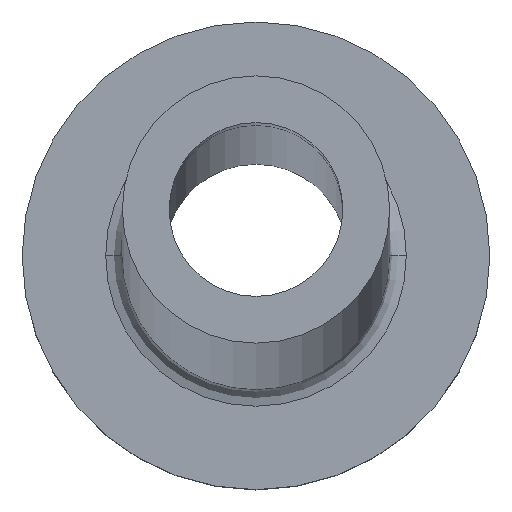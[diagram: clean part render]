
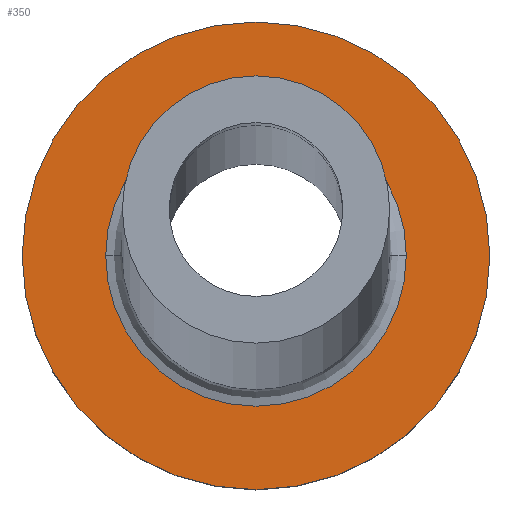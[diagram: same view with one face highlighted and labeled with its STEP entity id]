
A CAD part, top view. The second image highlights one B-rep face of the part: STEP entity #350.
In plain terms, the highlighted planar face has unit normal (0, 0, 1).
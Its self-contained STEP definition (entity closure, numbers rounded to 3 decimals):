
#9 = EDGE_CURVE ( 'NONE', #346, #223, #281, .T. ) ;
#23 = DIRECTION ( 'NONE',  ( 0., 0., 1. ) ) ;
#34 = DIRECTION ( 'NONE',  ( 1., 0., 0. ) ) ;
#41 = ORIENTED_EDGE ( 'NONE', *, *, #261, .T. ) ;
#54 = DIRECTION ( 'NONE',  ( 0., 0., -1. ) ) ;
#79 = AXIS2_PLACEMENT_3D ( 'NONE', #322, #348, #451 ) ;
#87 = CIRCLE ( 'NONE', #225, 4.5 ) ;
#88 = CIRCLE ( 'NONE', #394, 4.5 ) ;
#93 = DIRECTION ( 'NONE',  ( 1., 0., 0. ) ) ;
#94 = DIRECTION ( 'NONE',  ( 0., 0., 1. ) ) ;
#99 = FACE_OUTER_BOUND ( 'NONE', #172, .T. ) ;
#144 = EDGE_CURVE ( 'NONE', #147, #431, #87, .T. ) ;
#147 = VERTEX_POINT ( 'NONE', #229 ) ;
#164 = ORIENTED_EDGE ( 'NONE', *, *, #270, .T. ) ;
#172 = EDGE_LOOP ( 'NONE', ( #164, #177 ) ) ;
#177 = ORIENTED_EDGE ( 'NONE', *, *, #9, .T. ) ;
#181 = CARTESIAN_POINT ( 'NONE',  ( 0., 0., 5. ) ) ;
#183 = DIRECTION ( 'NONE',  ( 1., 0., 0. ) ) ;
#206 = CIRCLE ( 'NONE', #408, 7. ) ;
#208 = AXIS2_PLACEMENT_3D ( 'NONE', #398, #94, #357 ) ;
#223 = VERTEX_POINT ( 'NONE', #262 ) ;
#225 = AXIS2_PLACEMENT_3D ( 'NONE', #441, #54, #93 ) ;
#229 = CARTESIAN_POINT ( 'NONE',  ( -4.5, 0., 5. ) ) ;
#231 = CARTESIAN_POINT ( 'NONE',  ( 4.5, 0., 5. ) ) ;
#244 = DIRECTION ( 'NONE',  ( 0., 0., -1. ) ) ;
#250 = ORIENTED_EDGE ( 'NONE', *, *, #144, .T. ) ;
#261 = EDGE_CURVE ( 'NONE', #431, #147, #88, .T. ) ;
#262 = CARTESIAN_POINT ( 'NONE',  ( -7., 0., 5. ) ) ;
#268 = FACE_BOUND ( 'NONE', #358, .T. ) ;
#270 = EDGE_CURVE ( 'NONE', #223, #346, #206, .T. ) ;
#281 = CIRCLE ( 'NONE', #79, 7. ) ;
#295 = CARTESIAN_POINT ( 'NONE',  ( 7., 0., 5. ) ) ;
#322 = CARTESIAN_POINT ( 'NONE',  ( 0., 0., 5. ) ) ;
#325 = CARTESIAN_POINT ( 'NONE',  ( 0., 0., 5. ) ) ;
#346 = VERTEX_POINT ( 'NONE', #295 ) ;
#348 = DIRECTION ( 'NONE',  ( 0., 0., 1. ) ) ;
#350 = ADVANCED_FACE ( 'NONE', ( #268, #99 ), #435, .T. ) ;
#357 = DIRECTION ( 'NONE',  ( 1., 0., 0. ) ) ;
#358 = EDGE_LOOP ( 'NONE', ( #41, #250 ) ) ;
#394 = AXIS2_PLACEMENT_3D ( 'NONE', #325, #244, #34 ) ;
#398 = CARTESIAN_POINT ( 'NONE',  ( 0., 0., 5. ) ) ;
#408 = AXIS2_PLACEMENT_3D ( 'NONE', #181, #23, #183 ) ;
#431 = VERTEX_POINT ( 'NONE', #231 ) ;
#435 = PLANE ( 'NONE',  #208 ) ;
#441 = CARTESIAN_POINT ( 'NONE',  ( 0., 0., 5. ) ) ;
#451 = DIRECTION ( 'NONE',  ( 1., 0., 0. ) ) ;
